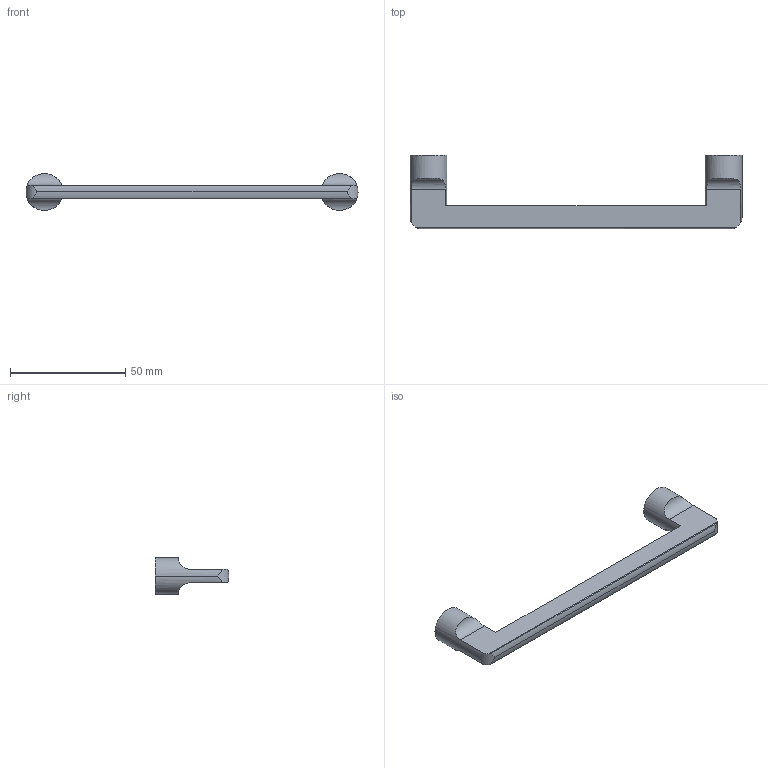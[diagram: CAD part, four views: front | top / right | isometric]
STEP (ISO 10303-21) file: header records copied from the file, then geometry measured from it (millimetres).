
FILE_DESCRIPTION(('STEP AP214'),'1');
FILE_NAME('cctmp_BE4DFBD0-5A6A-4234-87E7-FEF1A554307F_2023_11_29_16_16_48_0110_164948..stp','2023-11-29T15:16:48',('Häfele SE & Co KG'),('CADClick - www.CADClick.com'),'Spatial InterOp 3D',' ','unknown authorization');
FILE_SCHEMA(('AUTOMOTIVE_DESIGN'));
Length unit declared in the file: millimetre
Products named in the file (3): 2023_11_29_16_16_48_0016; 2023_11_29_16_16_48_0110; 2023_11_29_16_16_48_0094
Assembly tree (2 placements, depth 2):
  2023_11_29_16_16_48_0016
    2023_11_29_16_16_48_0110
    2023_11_29_16_16_48_0094
Bounding box: 144 x 32 x 16 mm (x, y, z)
Volume: 14714.1 mm3; surface area: 7373.2 mm2
Topology: 2 solids, 2 shells, 256 faces, 547 edges, 299 vertices
Faces by surface type: cone 204, plane 32, cylinder 20
Entity records: 9612 total; most frequent: CARTESIAN_POINT 1929, DIRECTION 1266, ORIENTED_EDGE 1086, EDGE_CURVE 543, AXIS2_PLACEMENT_3D 488, VERTEX_POINT 299, LINE 290, VECTOR 290
